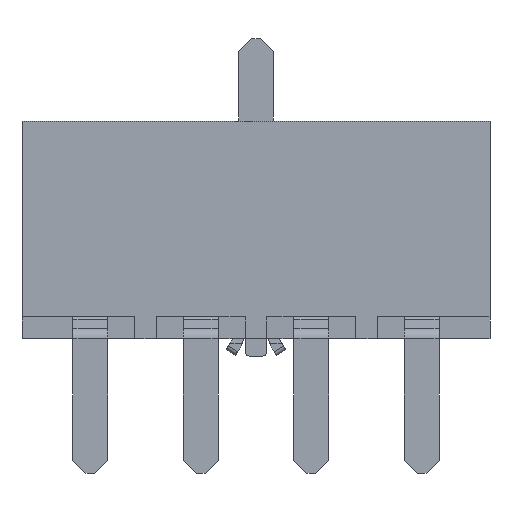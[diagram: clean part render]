
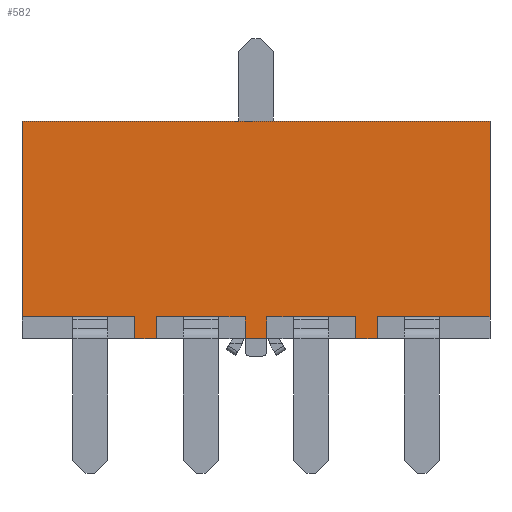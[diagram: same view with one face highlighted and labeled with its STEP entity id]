
A CAD part, front view. The second image highlights one B-rep face of the part: STEP entity #582.
In plain terms, the highlighted planar face has unit normal (0, -1, 0).
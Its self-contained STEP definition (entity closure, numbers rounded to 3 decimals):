
#582 = ADVANCED_FACE( '', ( #1191 ), #1192, .F. );
#1191 = FACE_OUTER_BOUND( '', #1811, .T. );
#1192 = PLANE( '', #1812 );
#1811 = EDGE_LOOP( '', ( #3544, #3545, #3546, #3547, #3548, #3549, #3550, #3551, #3552, #3553, #3554, #3555, #3556, #3557, #3558, #3559 ) );
#1812 = AXIS2_PLACEMENT_3D( '', #3560, #3561, #3562 );
#3544 = ORIENTED_EDGE( '', *, *, #4165, .T. );
#3545 = ORIENTED_EDGE( '', *, *, #3720, .T. );
#3546 = ORIENTED_EDGE( '', *, *, #3839, .F. );
#3547 = ORIENTED_EDGE( '', *, *, #4253, .F. );
#3548 = ORIENTED_EDGE( '', *, *, #3898, .T. );
#3549 = ORIENTED_EDGE( '', *, *, #4361, .T. );
#3550 = ORIENTED_EDGE( '', *, *, #4062, .F. );
#3551 = ORIENTED_EDGE( '', *, *, #4252, .F. );
#3552 = ORIENTED_EDGE( '', *, *, #4318, .T. );
#3553 = ORIENTED_EDGE( '', *, *, #4301, .T. );
#3554 = ORIENTED_EDGE( '', *, *, #4160, .F. );
#3555 = ORIENTED_EDGE( '', *, *, #4249, .F. );
#3556 = ORIENTED_EDGE( '', *, *, #3974, .T. );
#3557 = ORIENTED_EDGE( '', *, *, #4218, .T. );
#3558 = ORIENTED_EDGE( '', *, *, #4022, .F. );
#3559 = ORIENTED_EDGE( '', *, *, #3759, .T. );
#3560 = CARTESIAN_POINT( '', ( 5.38, -2.54, 2.5 ) );
#3561 = DIRECTION( '', ( 0., 1., 0. ) );
#3562 = DIRECTION( '', ( 0., 0., 1. ) );
#3720 = EDGE_CURVE( '', #4462, #4459, #4463, .T. );
#3759 = EDGE_CURVE( '', #4539, #4537, #4540, .T. );
#3839 = EDGE_CURVE( '', #4672, #4459, #4674, .T. );
#3898 = EDGE_CURVE( '', #4770, #4768, #4771, .T. );
#3974 = EDGE_CURVE( '', #4886, #4884, #4887, .T. );
#4022 = EDGE_CURVE( '', #4539, #4960, #4961, .T. );
#4062 = EDGE_CURVE( '', #5011, #5013, #5014, .T. );
#4160 = EDGE_CURVE( '', #5151, #5153, #5154, .T. );
#4165 = EDGE_CURVE( '', #4537, #4462, #5160, .T. );
#4218 = EDGE_CURVE( '', #4884, #4960, #5231, .T. );
#4249 = EDGE_CURVE( '', #4886, #5151, #5267, .T. );
#4252 = EDGE_CURVE( '', #5270, #5011, #5272, .T. );
#4253 = EDGE_CURVE( '', #4770, #4672, #5273, .T. );
#4301 = EDGE_CURVE( '', #5326, #5153, #5327, .T. );
#4318 = EDGE_CURVE( '', #5270, #5326, #5345, .T. );
#4361 = EDGE_CURVE( '', #4768, #5013, #5389, .T. );
#4459 = VERTEX_POINT( '', #5521 );
#4462 = VERTEX_POINT( '', #5525 );
#4463 = LINE( '', #5526, #5527 );
#4537 = VERTEX_POINT( '', #5637 );
#4539 = VERTEX_POINT( '', #5640 );
#4540 = LINE( '', #5641, #5642 );
#4672 = VERTEX_POINT( '', #5838 );
#4674 = LINE( '', #5841, #5842 );
#4768 = VERTEX_POINT( '', #5972 );
#4770 = VERTEX_POINT( '', #5975 );
#4771 = LINE( '', #5976, #5977 );
#4884 = VERTEX_POINT( '', #6145 );
#4886 = VERTEX_POINT( '', #6148 );
#4887 = LINE( '', #6149, #6150 );
#4960 = VERTEX_POINT( '', #6257 );
#4961 = LINE( '', #6258, #6259 );
#5011 = VERTEX_POINT( '', #6339 );
#5013 = VERTEX_POINT( '', #6342 );
#5014 = LINE( '', #6343, #6344 );
#5151 = VERTEX_POINT( '', #6552 );
#5153 = VERTEX_POINT( '', #6555 );
#5154 = LINE( '', #6556, #6557 );
#5160 = LINE( '', #6566, #6567 );
#5231 = LINE( '', #6671, #6672 );
#5267 = LINE( '', #6722, #6723 );
#5270 = VERTEX_POINT( '', #6727 );
#5272 = LINE( '', #6730, #6731 );
#5273 = LINE( '', #6732, #6733 );
#5326 = VERTEX_POINT( '', #6818 );
#5327 = LINE( '', #6819, #6820 );
#5345 = LINE( '', #6845, #6846 );
#5389 = LINE( '', #6911, #6912 );
#5521 = CARTESIAN_POINT( '', ( -2.79, -2.54, -2. ) );
#5525 = CARTESIAN_POINT( '', ( -5.38, -2.54, -2. ) );
#5526 = CARTESIAN_POINT( '', ( -7.527, -2.54, -2. ) );
#5527 = VECTOR( '', #6978, 1000. );
#5637 = CARTESIAN_POINT( '', ( -5.38, -2.54, 2.5 ) );
#5640 = CARTESIAN_POINT( '', ( 5.38, -2.54, 2.5 ) );
#5641 = CARTESIAN_POINT( '', ( 5.38, -2.54, 2.5 ) );
#5642 = VECTOR( '', #7016, 1000. );
#5838 = CARTESIAN_POINT( '', ( -2.79, -2.54, -2.5 ) );
#5841 = CARTESIAN_POINT( '', ( -2.79, -2.54, -2.5 ) );
#5842 = VECTOR( '', #7089, 1000. );
#5972 = CARTESIAN_POINT( '', ( -2.29, -2.54, -2. ) );
#5975 = CARTESIAN_POINT( '', ( -2.29, -2.54, -2.5 ) );
#5976 = CARTESIAN_POINT( '', ( -2.29, -2.54, -2.5 ) );
#5977 = VECTOR( '', #7157, 1000. );
#6145 = CARTESIAN_POINT( '', ( 2.79, -2.54, -2. ) );
#6148 = CARTESIAN_POINT( '', ( 2.79, -2.54, -2.5 ) );
#6149 = CARTESIAN_POINT( '', ( 2.79, -2.54, -2.5 ) );
#6150 = VECTOR( '', #7230, 1000. );
#6257 = CARTESIAN_POINT( '', ( 5.38, -2.54, -2. ) );
#6258 = CARTESIAN_POINT( '', ( 5.38, -2.54, 2.5 ) );
#6259 = VECTOR( '', #7274, 1000. );
#6339 = CARTESIAN_POINT( '', ( -0.25, -2.54, -2.5 ) );
#6342 = CARTESIAN_POINT( '', ( -0.25, -2.54, -2. ) );
#6343 = CARTESIAN_POINT( '', ( -0.25, -2.54, -2.5 ) );
#6344 = VECTOR( '', #7311, 1000. );
#6552 = CARTESIAN_POINT( '', ( 2.29, -2.54, -2.5 ) );
#6555 = CARTESIAN_POINT( '', ( 2.29, -2.54, -2. ) );
#6556 = CARTESIAN_POINT( '', ( 2.29, -2.54, -2.5 ) );
#6557 = VECTOR( '', #7401, 1000. );
#6566 = CARTESIAN_POINT( '', ( -5.38, -2.54, 2.5 ) );
#6567 = VECTOR( '', #7405, 1000. );
#6671 = CARTESIAN_POINT( '', ( -7.527, -2.54, -2. ) );
#6672 = VECTOR( '', #7454, 1000. );
#6722 = CARTESIAN_POINT( '', ( 2.79, -2.54, -2.5 ) );
#6723 = VECTOR( '', #7481, 1000. );
#6727 = CARTESIAN_POINT( '', ( 0.25, -2.54, -2.5 ) );
#6730 = CARTESIAN_POINT( '', ( 0.25, -2.54, -2.5 ) );
#6731 = VECTOR( '', #7484, 1000. );
#6732 = CARTESIAN_POINT( '', ( -2.29, -2.54, -2.5 ) );
#6733 = VECTOR( '', #7485, 1000. );
#6818 = CARTESIAN_POINT( '', ( 0.25, -2.54, -2. ) );
#6819 = CARTESIAN_POINT( '', ( -7.527, -2.54, -2. ) );
#6820 = VECTOR( '', #7515, 1000. );
#6845 = CARTESIAN_POINT( '', ( 0.25, -2.54, -2.5 ) );
#6846 = VECTOR( '', #7523, 1000. );
#6911 = CARTESIAN_POINT( '', ( -7.527, -2.54, -2. ) );
#6912 = VECTOR( '', #7538, 1000. );
#6978 = DIRECTION( '', ( 1., 0., 0. ) );
#7016 = DIRECTION( '', ( -1., 0., 0. ) );
#7089 = DIRECTION( '', ( 0., 0., 1. ) );
#7157 = DIRECTION( '', ( 0., 0., 1. ) );
#7230 = DIRECTION( '', ( 0., 0., 1. ) );
#7274 = DIRECTION( '', ( 0., 0., -1. ) );
#7311 = DIRECTION( '', ( 0., 0., 1. ) );
#7401 = DIRECTION( '', ( 0., 0., 1. ) );
#7405 = DIRECTION( '', ( 0., 0., -1. ) );
#7454 = DIRECTION( '', ( 1., 0., 0. ) );
#7481 = DIRECTION( '', ( -1., 0., 0. ) );
#7484 = DIRECTION( '', ( -1., 0., 0. ) );
#7485 = DIRECTION( '', ( -1., 0., 0. ) );
#7515 = DIRECTION( '', ( 1., 0., 0. ) );
#7523 = DIRECTION( '', ( 0., 0., 1. ) );
#7538 = DIRECTION( '', ( 1., 0., 0. ) );
